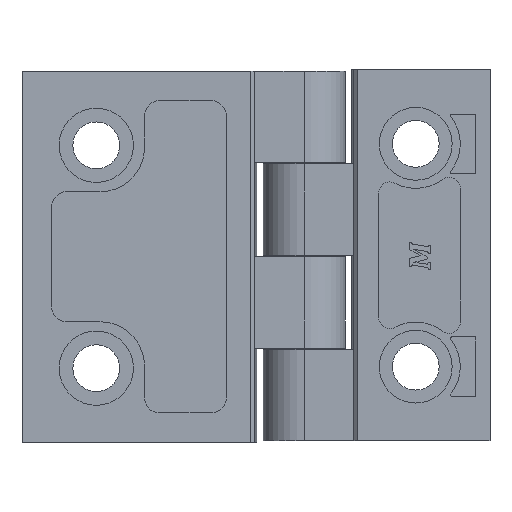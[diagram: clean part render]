
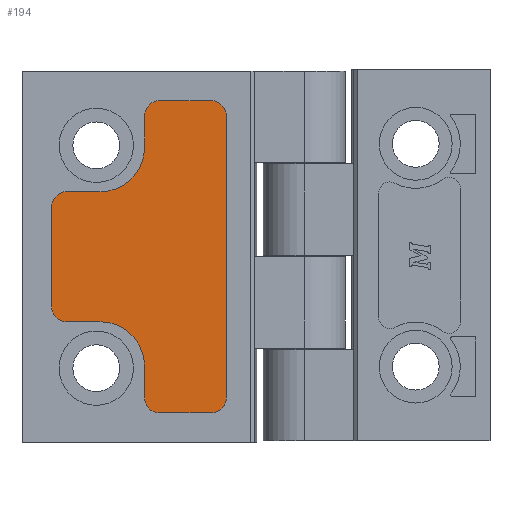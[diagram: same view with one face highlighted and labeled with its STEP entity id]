
A CAD part, front view. The second image highlights one B-rep face of the part: STEP entity #194.
In plain terms, the highlighted planar face has unit normal (0, -1, 0).
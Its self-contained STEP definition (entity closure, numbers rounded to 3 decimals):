
#194=ADVANCED_FACE('',(#391),#392,.T.);
#391=FACE_OUTER_BOUND('',#761,.T.);
#392=PLANE('',#762);
#761=EDGE_LOOP('',(#1241,#1242,#1243,#1244,#1245,#1246,#1247,#1248,#1249,#1250,#1251,#1252,#1253,#1254,#1255,#1256));
#762=AXIS2_PLACEMENT_3D('',#1257,#1258,#1259);
#1241=ORIENTED_EDGE('',*,*,#2570,.T.);
#1242=ORIENTED_EDGE('',*,*,#2550,.T.);
#1243=ORIENTED_EDGE('',*,*,#2571,.T.);
#1244=ORIENTED_EDGE('',*,*,#2547,.T.);
#1245=ORIENTED_EDGE('',*,*,#2572,.T.);
#1246=ORIENTED_EDGE('',*,*,#2553,.T.);
#1247=ORIENTED_EDGE('',*,*,#2573,.T.);
#1248=ORIENTED_EDGE('',*,*,#2565,.T.);
#1249=ORIENTED_EDGE('',*,*,#2574,.T.);
#1250=ORIENTED_EDGE('',*,*,#2562,.T.);
#1251=ORIENTED_EDGE('',*,*,#2575,.T.);
#1252=ORIENTED_EDGE('',*,*,#2559,.T.);
#1253=ORIENTED_EDGE('',*,*,#2576,.T.);
#1254=ORIENTED_EDGE('',*,*,#2544,.T.);
#1255=ORIENTED_EDGE('',*,*,#2577,.T.);
#1256=ORIENTED_EDGE('',*,*,#2556,.T.);
#1257=CARTESIAN_POINT('',(-10.5,-3.0,-46.0));
#1258=DIRECTION('',(0.0,-1.0,0.0));
#1259=DIRECTION('',(1.0,0.0,0.0));
#2544=EDGE_CURVE('',#3001,#2999,#3002,.F.);
#2547=EDGE_CURVE('',#3006,#3004,#3007,.F.);
#2550=EDGE_CURVE('',#3011,#3009,#3012,.T.);
#2553=EDGE_CURVE('',#3016,#3014,#3017,.T.);
#2556=EDGE_CURVE('',#3021,#3019,#3022,.T.);
#2559=EDGE_CURVE('',#3026,#3024,#3027,.T.);
#2562=EDGE_CURVE('',#3031,#3029,#3032,.T.);
#2565=EDGE_CURVE('',#3036,#3034,#3037,.T.);
#2570=EDGE_CURVE('',#3019,#3011,#3045,.T.);
#2571=EDGE_CURVE('',#3009,#3006,#3046,.T.);
#2572=EDGE_CURVE('',#3004,#3016,#3047,.T.);
#2573=EDGE_CURVE('',#3014,#3036,#3048,.T.);
#2574=EDGE_CURVE('',#3034,#3031,#3049,.T.);
#2575=EDGE_CURVE('',#3029,#3026,#3050,.T.);
#2576=EDGE_CURVE('',#3024,#3001,#3051,.T.);
#2577=EDGE_CURVE('',#2999,#3021,#3052,.T.);
#2999=VERTEX_POINT('',#3723);
#3001=VERTEX_POINT('',#3726);
#3002=CIRCLE('',#3727,6.0);
#3004=VERTEX_POINT('',#3730);
#3006=VERTEX_POINT('',#3733);
#3007=CIRCLE('',#3734,6.0);
#3009=VERTEX_POINT('',#3737);
#3011=VERTEX_POINT('',#3740);
#3012=CIRCLE('',#3741,2.0);
#3014=VERTEX_POINT('',#3744);
#3016=VERTEX_POINT('',#3747);
#3017=CIRCLE('',#3748,2.0);
#3019=VERTEX_POINT('',#3751);
#3021=VERTEX_POINT('',#3754);
#3022=CIRCLE('',#3755,2.0);
#3024=VERTEX_POINT('',#3758);
#3026=VERTEX_POINT('',#3761);
#3027=CIRCLE('',#3762,2.0);
#3029=VERTEX_POINT('',#3765);
#3031=VERTEX_POINT('',#3768);
#3032=CIRCLE('',#3769,2.0);
#3034=VERTEX_POINT('',#3772);
#3036=VERTEX_POINT('',#3775);
#3037=CIRCLE('',#3776,2.0);
#3045=LINE('',#3785,#3786);
#3046=LINE('',#3787,#3788);
#3047=LINE('',#3789,#3790);
#3048=LINE('',#3791,#3792);
#3049=LINE('',#3793,#3794);
#3050=LINE('',#3795,#3796);
#3051=LINE('',#3797,#3798);
#3052=LINE('',#3799,#3800);
#3723=CARTESIAN_POINT('',(-27.5,-3.0,-16.25));
#3726=CARTESIAN_POINT('',(-21.5,-3.0,-10.25));
#3727=AXIS2_PLACEMENT_3D('',#4935,#4936,#4937);
#3730=CARTESIAN_POINT('',(-21.5,-3.0,-39.75));
#3733=CARTESIAN_POINT('',(-27.5,-3.0,-33.75));
#3734=AXIS2_PLACEMENT_3D('',#4940,#4941,#4942);
#3737=CARTESIAN_POINT('',(-32.0,-3.0,-33.75));
#3740=CARTESIAN_POINT('',(-34.0,-3.0,-31.75));
#3741=AXIS2_PLACEMENT_3D('',#4945,#4946,#4947);
#3744=CARTESIAN_POINT('',(-19.5,-3.0,-46.0));
#3747=CARTESIAN_POINT('',(-21.5,-3.0,-44.0));
#3748=AXIS2_PLACEMENT_3D('',#4950,#4951,#4952);
#3751=CARTESIAN_POINT('',(-34.0,-3.0,-18.25));
#3754=CARTESIAN_POINT('',(-32.0,-3.0,-16.25));
#3755=AXIS2_PLACEMENT_3D('',#4955,#4956,#4957);
#3758=CARTESIAN_POINT('',(-21.5,-3.0,-6.0));
#3761=CARTESIAN_POINT('',(-19.5,-3.0,-4.0));
#3762=AXIS2_PLACEMENT_3D('',#4960,#4961,#4962);
#3765=CARTESIAN_POINT('',(-12.5,-3.0,-4.0));
#3768=CARTESIAN_POINT('',(-10.5,-3.0,-6.0));
#3769=AXIS2_PLACEMENT_3D('',#4965,#4966,#4967);
#3772=CARTESIAN_POINT('',(-10.5,-3.0,-44.0));
#3775=CARTESIAN_POINT('',(-12.5,-3.0,-46.0));
#3776=AXIS2_PLACEMENT_3D('',#4970,#4971,#4972);
#3785=CARTESIAN_POINT('',(-34.0,-3.0,-16.25));
#3786=VECTOR('',#4983,1.0);
#3787=CARTESIAN_POINT('',(-34.0,-3.0,-33.75));
#3788=VECTOR('',#4984,1.0);
#3789=CARTESIAN_POINT('',(-21.5,-3.0,-33.75));
#3790=VECTOR('',#4985,1.0);
#3791=CARTESIAN_POINT('',(-21.5,-3.0,-46.0));
#3792=VECTOR('',#4986,1.0);
#3793=CARTESIAN_POINT('',(-10.5,-3.0,-46.0));
#3794=VECTOR('',#4987,1.0);
#3795=CARTESIAN_POINT('',(-10.5,-3.0,-4.0));
#3796=VECTOR('',#4988,1.0);
#3797=CARTESIAN_POINT('',(-21.5,-3.0,-4.0));
#3798=VECTOR('',#4989,1.0);
#3799=CARTESIAN_POINT('',(-21.5,-3.0,-16.25));
#3800=VECTOR('',#4990,1.0);
#4935=CARTESIAN_POINT('',(-27.5,-3.0,-10.25));
#4936=DIRECTION('',(0.0,-1.0,0.0));
#4937=DIRECTION('',(0.0,0.0,-1.0));
#4940=CARTESIAN_POINT('',(-27.5,-3.0,-39.75));
#4941=DIRECTION('',(0.0,-1.0,0.0));
#4942=DIRECTION('',(0.0,0.0,-1.0));
#4945=CARTESIAN_POINT('',(-32.0,-3.0,-31.75));
#4946=DIRECTION('',(0.0,-1.0,0.0));
#4947=DIRECTION('',(0.0,0.0,-1.0));
#4950=CARTESIAN_POINT('',(-19.5,-3.0,-44.0));
#4951=DIRECTION('',(0.0,-1.0,0.0));
#4952=DIRECTION('',(0.0,0.0,-1.0));
#4955=CARTESIAN_POINT('',(-32.0,-3.0,-18.25));
#4956=DIRECTION('',(0.0,-1.0,0.0));
#4957=DIRECTION('',(0.0,0.0,-1.0));
#4960=CARTESIAN_POINT('',(-19.5,-3.0,-6.0));
#4961=DIRECTION('',(0.0,-1.0,0.0));
#4962=DIRECTION('',(0.0,0.0,-1.0));
#4965=CARTESIAN_POINT('',(-12.5,-3.0,-6.0));
#4966=DIRECTION('',(0.0,-1.0,0.0));
#4967=DIRECTION('',(0.0,0.0,-1.0));
#4970=CARTESIAN_POINT('',(-12.5,-3.0,-44.0));
#4971=DIRECTION('',(0.0,-1.0,0.0));
#4972=DIRECTION('',(0.0,0.0,-1.0));
#4983=DIRECTION('',(0.0,0.0,-1.0));
#4984=DIRECTION('',(1.0,0.0,0.0));
#4985=DIRECTION('',(0.0,0.0,-1.0));
#4986=DIRECTION('',(1.0,0.0,0.0));
#4987=DIRECTION('',(0.0,0.0,1.0));
#4988=DIRECTION('',(-1.0,0.0,0.0));
#4989=DIRECTION('',(0.0,0.0,-1.0));
#4990=DIRECTION('',(-1.0,0.0,0.0));
